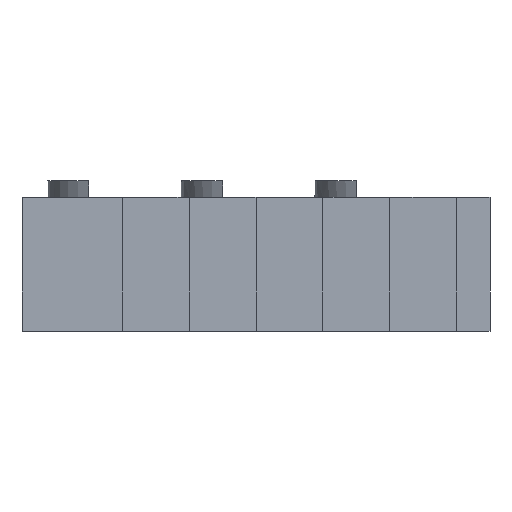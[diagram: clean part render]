
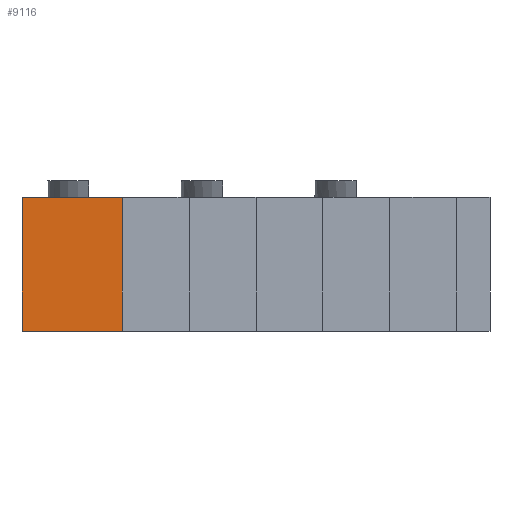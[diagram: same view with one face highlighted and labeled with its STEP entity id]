
A CAD part, left-side view. The second image highlights one B-rep face of the part: STEP entity #9116.
In plain terms, the highlighted planar face has unit normal (-1, 0, 0).
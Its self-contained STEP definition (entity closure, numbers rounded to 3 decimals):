
#8440 = EDGE_CURVE('',#8441,#8443,#8445,.T.);
#8441 = VERTEX_POINT('',#8442);
#8442 = CARTESIAN_POINT('',(-50.,450.,175.));
#8443 = VERTEX_POINT('',#8444);
#8444 = CARTESIAN_POINT('',(-50.,600.,175.));
#8445 = SURFACE_CURVE('',#8446,(#8450,#8462),.PCURVE_S1.);
#8446 = LINE('',#8447,#8448);
#8447 = CARTESIAN_POINT('',(-50.,400.,175.));
#8448 = VECTOR('',#8449,1.);
#8449 = DIRECTION('',(0.,1.,0.));
#8450 = PCURVE('',#8451,#8456);
#8451 = PLANE('',#8452);
#8452 = AXIS2_PLACEMENT_3D('',#8453,#8454,#8455);
#8453 = CARTESIAN_POINT('',(-100.,350.,175.));
#8454 = DIRECTION('',(0.,0.,1.));
#8455 = DIRECTION('',(1.,0.,0.));
#8456 = DEFINITIONAL_REPRESENTATION('',(#8457),#8461);
#8457 = LINE('',#8458,#8459);
#8458 = CARTESIAN_POINT('',(50.,50.));
#8459 = VECTOR('',#8460,1.);
#8460 = DIRECTION('',(0.,1.));
#8461 = ( GEOMETRIC_REPRESENTATION_CONTEXT(2) 
PARAMETRIC_REPRESENTATION_CONTEXT() REPRESENTATION_CONTEXT('2D SPACE',''
  ) );
#8462 = PCURVE('',#8463,#8468);
#8463 = PLANE('',#8464);
#8464 = AXIS2_PLACEMENT_3D('',#8465,#8466,#8467);
#8465 = CARTESIAN_POINT('',(-50.,400.,125.));
#8466 = DIRECTION('',(-1.,0.,0.));
#8467 = DIRECTION('',(0.,0.,1.));
#8468 = DEFINITIONAL_REPRESENTATION('',(#8469),#8473);
#8469 = LINE('',#8470,#8471);
#8470 = CARTESIAN_POINT('',(50.,0.));
#8471 = VECTOR('',#8472,1.);
#8472 = DIRECTION('',(0.,1.));
#8473 = ( GEOMETRIC_REPRESENTATION_CONTEXT(2) 
PARAMETRIC_REPRESENTATION_CONTEXT() REPRESENTATION_CONTEXT('2D SPACE',''
  ) );
#8491 = PLANE('',#8492);
#8492 = AXIS2_PLACEMENT_3D('',#8493,#8494,#8495);
#8493 = CARTESIAN_POINT('',(-100.,450.,125.));
#8494 = DIRECTION('',(0.,1.,0.));
#8495 = DIRECTION('',(0.,0.,1.));
#9105 = PLANE('',#9106);
#9106 = AXIS2_PLACEMENT_3D('',#9107,#9108,#9109);
#9107 = CARTESIAN_POINT('',(50.,600.,125.));
#9108 = DIRECTION('',(0.,1.,0.));
#9109 = DIRECTION('',(0.,0.,1.));
#9116 = ADVANCED_FACE('',(#9117),#8463,.T.);
#9117 = FACE_BOUND('',#9118,.T.);
#9118 = EDGE_LOOP('',(#9119,#9142,#9170,#9191));
#9119 = ORIENTED_EDGE('',*,*,#9120,.T.);
#9120 = EDGE_CURVE('',#8443,#9121,#9123,.T.);
#9121 = VERTEX_POINT('',#9122);
#9122 = CARTESIAN_POINT('',(-50.,600.,-25.));
#9123 = SURFACE_CURVE('',#9124,(#9128,#9135),.PCURVE_S1.);
#9124 = LINE('',#9125,#9126);
#9125 = CARTESIAN_POINT('',(-50.,600.,175.));
#9126 = VECTOR('',#9127,1.);
#9127 = DIRECTION('',(0.,0.,-1.));
#9128 = PCURVE('',#8463,#9129);
#9129 = DEFINITIONAL_REPRESENTATION('',(#9130),#9134);
#9130 = LINE('',#9131,#9132);
#9131 = CARTESIAN_POINT('',(50.,200.));
#9132 = VECTOR('',#9133,1.);
#9133 = DIRECTION('',(-1.,0.));
#9134 = ( GEOMETRIC_REPRESENTATION_CONTEXT(2) 
PARAMETRIC_REPRESENTATION_CONTEXT() REPRESENTATION_CONTEXT('2D SPACE',''
  ) );
#9135 = PCURVE('',#9105,#9136);
#9136 = DEFINITIONAL_REPRESENTATION('',(#9137),#9141);
#9137 = LINE('',#9138,#9139);
#9138 = CARTESIAN_POINT('',(50.,-100.));
#9139 = VECTOR('',#9140,1.);
#9140 = DIRECTION('',(-1.,0.));
#9141 = ( GEOMETRIC_REPRESENTATION_CONTEXT(2) 
PARAMETRIC_REPRESENTATION_CONTEXT() REPRESENTATION_CONTEXT('2D SPACE',''
  ) );
#9142 = ORIENTED_EDGE('',*,*,#9143,.F.);
#9143 = EDGE_CURVE('',#9144,#9121,#9146,.T.);
#9144 = VERTEX_POINT('',#9145);
#9145 = CARTESIAN_POINT('',(-50.,450.,-25.));
#9146 = SURFACE_CURVE('',#9147,(#9151,#9158),.PCURVE_S1.);
#9147 = LINE('',#9148,#9149);
#9148 = CARTESIAN_POINT('',(-50.,400.,-25.));
#9149 = VECTOR('',#9150,1.);
#9150 = DIRECTION('',(0.,1.,0.));
#9151 = PCURVE('',#8463,#9152);
#9152 = DEFINITIONAL_REPRESENTATION('',(#9153),#9157);
#9153 = LINE('',#9154,#9155);
#9154 = CARTESIAN_POINT('',(-150.,0.));
#9155 = VECTOR('',#9156,1.);
#9156 = DIRECTION('',(0.,1.));
#9157 = ( GEOMETRIC_REPRESENTATION_CONTEXT(2) 
PARAMETRIC_REPRESENTATION_CONTEXT() REPRESENTATION_CONTEXT('2D SPACE',''
  ) );
#9158 = PCURVE('',#9159,#9164);
#9159 = PLANE('',#9160);
#9160 = AXIS2_PLACEMENT_3D('',#9161,#9162,#9163);
#9161 = CARTESIAN_POINT('',(50.,400.,-25.));
#9162 = DIRECTION('',(0.,0.,1.));
#9163 = DIRECTION('',(0.,1.,0.));
#9164 = DEFINITIONAL_REPRESENTATION('',(#9165),#9169);
#9165 = LINE('',#9166,#9167);
#9166 = CARTESIAN_POINT('',(0.,100.));
#9167 = VECTOR('',#9168,1.);
#9168 = DIRECTION('',(1.,0.));
#9169 = ( GEOMETRIC_REPRESENTATION_CONTEXT(2) 
PARAMETRIC_REPRESENTATION_CONTEXT() REPRESENTATION_CONTEXT('2D SPACE',''
  ) );
#9170 = ORIENTED_EDGE('',*,*,#9171,.T.);
#9171 = EDGE_CURVE('',#9144,#8441,#9172,.T.);
#9172 = SURFACE_CURVE('',#9173,(#9177,#9184),.PCURVE_S1.);
#9173 = LINE('',#9174,#9175);
#9174 = CARTESIAN_POINT('',(-50.,450.,-25.));
#9175 = VECTOR('',#9176,1.);
#9176 = DIRECTION('',(0.,0.,1.));
#9177 = PCURVE('',#8463,#9178);
#9178 = DEFINITIONAL_REPRESENTATION('',(#9179),#9183);
#9179 = LINE('',#9180,#9181);
#9180 = CARTESIAN_POINT('',(-150.,50.));
#9181 = VECTOR('',#9182,1.);
#9182 = DIRECTION('',(1.,0.));
#9183 = ( GEOMETRIC_REPRESENTATION_CONTEXT(2) 
PARAMETRIC_REPRESENTATION_CONTEXT() REPRESENTATION_CONTEXT('2D SPACE',''
  ) );
#9184 = PCURVE('',#8491,#9185);
#9185 = DEFINITIONAL_REPRESENTATION('',(#9186),#9190);
#9186 = LINE('',#9187,#9188);
#9187 = CARTESIAN_POINT('',(-150.,50.));
#9188 = VECTOR('',#9189,1.);
#9189 = DIRECTION('',(1.,0.));
#9190 = ( GEOMETRIC_REPRESENTATION_CONTEXT(2) 
PARAMETRIC_REPRESENTATION_CONTEXT() REPRESENTATION_CONTEXT('2D SPACE',''
  ) );
#9191 = ORIENTED_EDGE('',*,*,#8440,.T.);
